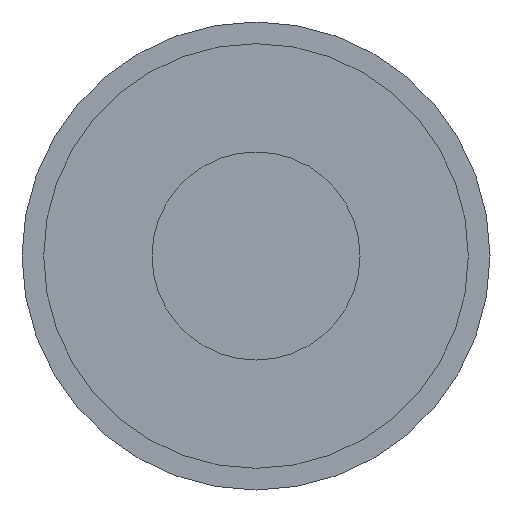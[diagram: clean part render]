
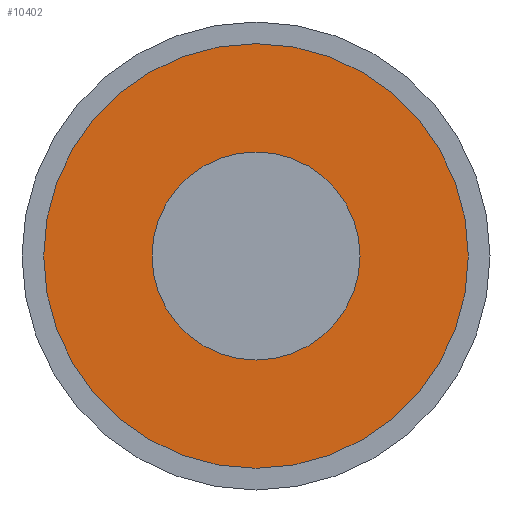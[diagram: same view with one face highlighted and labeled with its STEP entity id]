
A CAD part, left-side view. The second image highlights one B-rep face of the part: STEP entity #10402.
In plain terms, the highlighted planar face has unit normal (-1, 0, 0).
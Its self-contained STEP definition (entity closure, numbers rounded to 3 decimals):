
#9616 = VERTEX_POINT ( 'NONE', #13602 ) ;
#9617 = VERTEX_POINT ( 'NONE', #13601 ) ;
#9620 = EDGE_CURVE ( 'NONE', #9617, #9616, #13599, .T. ) ;
#9807 = VERTEX_POINT ( 'NONE', #14033 ) ;
#9818 = EDGE_CURVE ( 'NONE', #9807, #9823, #14115, .T. ) ;
#9823 = VERTEX_POINT ( 'NONE', #14105 ) ;
#10378 = ORIENTED_EDGE ( 'NONE', *, *, #9620, .F. ) ;
#10379 = ORIENTED_EDGE ( 'NONE', *, *, #10380, .F. ) ;
#10380 = EDGE_CURVE ( 'NONE', #9616, #9617, #15813, .T. ) ;
#10381 = EDGE_LOOP ( 'NONE', ( #10382, #10383 ) ) ;
#10382 = ORIENTED_EDGE ( 'NONE', *, *, #9818, .T. ) ;
#10383 = ORIENTED_EDGE ( 'NONE', *, *, #10401, .T. ) ;
#10401 = EDGE_CURVE ( 'NONE', #9823, #9807, #15869, .T. ) ;
#10402 = ADVANCED_FACE ( 'NONE', ( #15858, #15857 ), #15842, .F. ) ;
#10403 = EDGE_LOOP ( 'NONE', ( #10378, #10379 ) ) ;
#13595 = DIRECTION ( 'NONE',  ( 0., 1., 0. ) ) ;
#13596 = DIRECTION ( 'NONE',  ( 1., 0., 0. ) ) ;
#13597 = CARTESIAN_POINT ( 'NONE',  ( -4., 0., 0. ) ) ;
#13598 = AXIS2_PLACEMENT_3D ( 'NONE', #13597, #13596, #13595 ) ;
#13599 = CIRCLE ( 'NONE', #13598, 2.45 ) ;
#13601 = CARTESIAN_POINT ( 'NONE',  ( -4., 2.45, 0. ) ) ;
#13602 = CARTESIAN_POINT ( 'NONE',  ( -4., -2.45, 0. ) ) ;
#14033 = CARTESIAN_POINT ( 'NONE',  ( -4., 1.2, 0. ) ) ;
#14105 = CARTESIAN_POINT ( 'NONE',  ( -4., -1.2, 0. ) ) ;
#14111 = DIRECTION ( 'NONE',  ( 0., 1., 0. ) ) ;
#14112 = DIRECTION ( 'NONE',  ( 1., 0., 0. ) ) ;
#14113 = CARTESIAN_POINT ( 'NONE',  ( -4., 0., 0. ) ) ;
#14114 = AXIS2_PLACEMENT_3D ( 'NONE', #14113, #14112, #14111 ) ;
#14115 = CIRCLE ( 'NONE', #14114, 1.2 ) ;
#15805 = DIRECTION ( 'NONE',  ( 0., 1., 0. ) ) ;
#15806 = DIRECTION ( 'NONE',  ( 1., 0., 0. ) ) ;
#15807 = CARTESIAN_POINT ( 'NONE',  ( -4., 0., 0. ) ) ;
#15808 = AXIS2_PLACEMENT_3D ( 'NONE', #15807, #15806, #15805 ) ;
#15813 = CIRCLE ( 'NONE', #15808, 2.45 ) ;
#15842 = PLANE ( 'NONE',  #15897 ) ;
#15857 = FACE_BOUND ( 'NONE', #10381, .T. ) ;
#15858 = FACE_OUTER_BOUND ( 'NONE', #10403, .T. ) ;
#15859 = DIRECTION ( 'NONE',  ( 0., 1., 0. ) ) ;
#15860 = DIRECTION ( 'NONE',  ( 1., 0., 0. ) ) ;
#15861 = CARTESIAN_POINT ( 'NONE',  ( -4., 0., 0. ) ) ;
#15862 = AXIS2_PLACEMENT_3D ( 'NONE', #15861, #15860, #15859 ) ;
#15869 = CIRCLE ( 'NONE', #15862, 1.2 ) ;
#15894 = DIRECTION ( 'NONE',  ( 0., 1., 0. ) ) ;
#15895 = DIRECTION ( 'NONE',  ( 1., 0., 0. ) ) ;
#15896 = CARTESIAN_POINT ( 'NONE',  ( -4., 0., 0. ) ) ;
#15897 = AXIS2_PLACEMENT_3D ( 'NONE', #15896, #15895, #15894 ) ;
